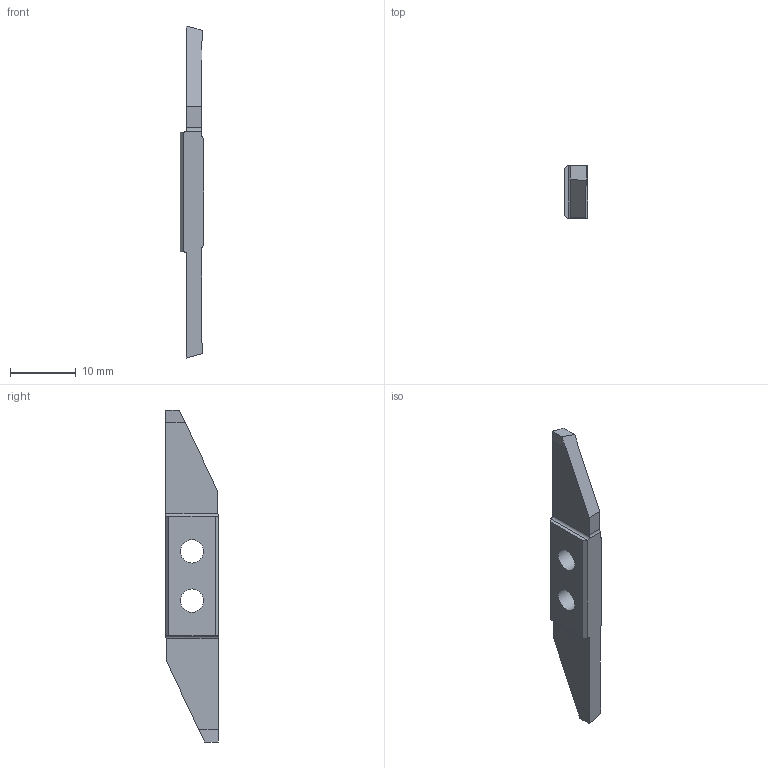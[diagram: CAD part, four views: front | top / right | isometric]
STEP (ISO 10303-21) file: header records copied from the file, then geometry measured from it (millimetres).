
FILE_DESCRIPTION (( 'STEP AP214' ), '1' );
FILE_NAME ('1602-CUT-3002-05-19 stp.step', '2023-07-28T07:58:41', ( '' ), ( '' ), 'SwSTEP 2.0', 'SolidWorks 2022', '' );
FILE_SCHEMA (( 'AUTOMOTIVE_DESIGN' ));
Length unit declared in the file: millimetre
Products named in the file (1): 1602-CUT-3002-05-19 stp
Bounding box: 3.6 x 8 x 50.5 mm (x, y, z)
Volume: 863.7 mm3; surface area: 993.4 mm2
Topology: 1 solids, 1 shells, 30 faces, 84 edges, 56 vertices
Faces by surface type: plane 22, cylinder 8
Full cylindrical faces by diameter (mm): 3.55 x2
Entity records: 998 total; most frequent: CARTESIAN_POINT 175, ORIENTED_EDGE 164, DIRECTION 158, EDGE_CURVE 82, LINE 64, VECTOR 64, VERTEX_POINT 56, AXIS2_PLACEMENT_3D 47
